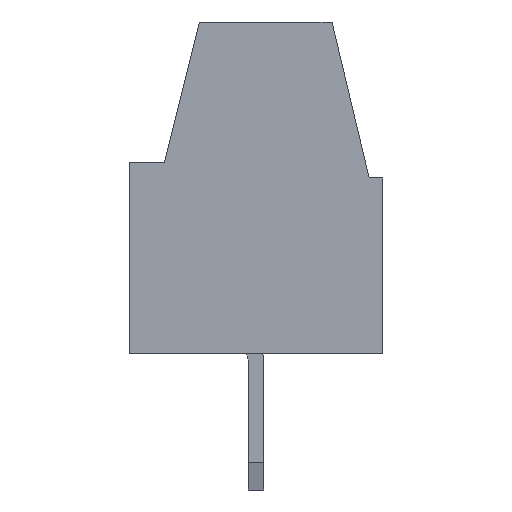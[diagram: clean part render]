
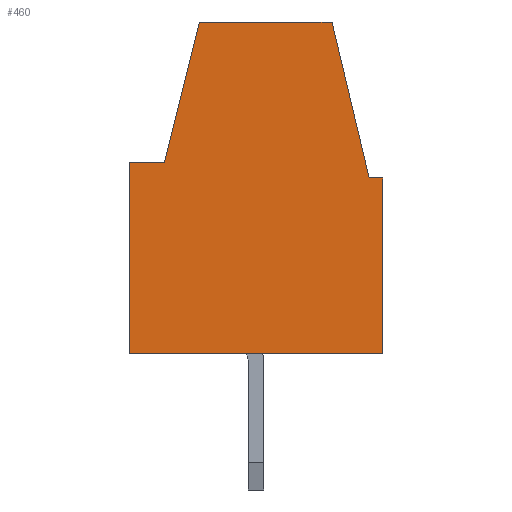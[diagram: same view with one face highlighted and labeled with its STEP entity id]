
A CAD part, left-side view. The second image highlights one B-rep face of the part: STEP entity #460.
In plain terms, the highlighted planar face has unit normal (-1, 0, 0).
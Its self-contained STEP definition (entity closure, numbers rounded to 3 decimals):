
#460 = ADVANCED_FACE( '', ( #1010 ), #1011, .T. );
#1010 = FACE_OUTER_BOUND( '', #1734, .T. );
#1011 = PLANE( '', #1735 );
#1734 = EDGE_LOOP( '', ( #2617, #2618, #2619, #2620, #2621, #2622, #2623, #2624 ) );
#1735 = AXIS2_PLACEMENT_3D( '', #2625, #2626, #2627 );
#2617 = ORIENTED_EDGE( '', *, *, #4628, .T. );
#2618 = ORIENTED_EDGE( '', *, *, #4641, .T. );
#2619 = ORIENTED_EDGE( '', *, *, #4581, .T. );
#2620 = ORIENTED_EDGE( '', *, *, #4642, .T. );
#2621 = ORIENTED_EDGE( '', *, *, #4643, .T. );
#2622 = ORIENTED_EDGE( '', *, *, #4644, .T. );
#2623 = ORIENTED_EDGE( '', *, *, #4547, .T. );
#2624 = ORIENTED_EDGE( '', *, *, #4572, .T. );
#2625 = CARTESIAN_POINT( '', ( -5.28, 0., 0. ) );
#2626 = DIRECTION( '', ( -1., 0., 0. ) );
#2627 = DIRECTION( '', ( 0., 0., 1. ) );
#4547 = EDGE_CURVE( '', #5440, #5441, #5442, .T. );
#4572 = EDGE_CURVE( '', #5441, #5487, #5488, .T. );
#4581 = EDGE_CURVE( '', #5502, #5503, #5504, .T. );
#4628 = EDGE_CURVE( '', #5487, #5586, #5587, .T. );
#4641 = EDGE_CURVE( '', #5586, #5502, #5607, .T. );
#4642 = EDGE_CURVE( '', #5503, #5608, #5609, .T. );
#4643 = EDGE_CURVE( '', #5608, #5610, #5611, .T. );
#4644 = EDGE_CURVE( '', #5610, #5440, #5612, .T. );
#5440 = VERTEX_POINT( '', #6764 );
#5441 = VERTEX_POINT( '', #6765 );
#5442 = LINE( '', #6766, #6767 );
#5487 = VERTEX_POINT( '', #6834 );
#5488 = LINE( '', #6835, #6836 );
#5502 = VERTEX_POINT( '', #6856 );
#5503 = VERTEX_POINT( '', #6857 );
#5504 = LINE( '', #6858, #6859 );
#5586 = VERTEX_POINT( '', #6976 );
#5587 = LINE( '', #6977, #6978 );
#5607 = LINE( '', #7007, #7008 );
#5608 = VERTEX_POINT( '', #7009 );
#5609 = LINE( '', #7010, #7011 );
#5610 = VERTEX_POINT( '', #7012 );
#5611 = LINE( '', #7013, #7014 );
#5612 = LINE( '', #7015, #7016 );
#6764 = CARTESIAN_POINT( '', ( -5.28, -3.25, -2.45 ) );
#6765 = CARTESIAN_POINT( '', ( -5.28, -3.25, 2.05 ) );
#6766 = CARTESIAN_POINT( '', ( -5.28, -3.25, -2.45 ) );
#6767 = VECTOR( '', #8463, 1000. );
#6834 = CARTESIAN_POINT( '', ( -5.28, -2.9, 2.05 ) );
#6835 = CARTESIAN_POINT( '', ( -5.28, -3.25, 2.05 ) );
#6836 = VECTOR( '', #8486, 1000. );
#6856 = CARTESIAN_POINT( '', ( -5.28, 1.45, 6.05 ) );
#6857 = CARTESIAN_POINT( '', ( -5.28, 2.35, 2.45 ) );
#6858 = CARTESIAN_POINT( '', ( -5.28, 1.45, 6.05 ) );
#6859 = VECTOR( '', #8493, 1000. );
#6976 = CARTESIAN_POINT( '', ( -5.28, -1.95, 6.05 ) );
#6977 = CARTESIAN_POINT( '', ( -5.28, -2.9, 2.05 ) );
#6978 = VECTOR( '', #8541, 1000. );
#7007 = CARTESIAN_POINT( '', ( -5.28, -1.95, 6.05 ) );
#7008 = VECTOR( '', #8551, 1000. );
#7009 = CARTESIAN_POINT( '', ( -5.28, 3.25, 2.45 ) );
#7010 = CARTESIAN_POINT( '', ( -5.28, 2.35, 2.45 ) );
#7011 = VECTOR( '', #8552, 1000. );
#7012 = CARTESIAN_POINT( '', ( -5.28, 3.25, -2.45 ) );
#7013 = CARTESIAN_POINT( '', ( -5.28, 3.25, 2.45 ) );
#7014 = VECTOR( '', #8553, 1000. );
#7015 = CARTESIAN_POINT( '', ( -5.28, 3.25, -2.45 ) );
#7016 = VECTOR( '', #8554, 1000. );
#8463 = DIRECTION( '', ( 0., 0., 1. ) );
#8486 = DIRECTION( '', ( 0., 1., 0. ) );
#8493 = DIRECTION( '', ( 0., 0.243, -0.97 ) );
#8541 = DIRECTION( '', ( 0., 0.231, 0.973 ) );
#8551 = DIRECTION( '', ( 0., 1., 0. ) );
#8552 = DIRECTION( '', ( 0., 1., 0. ) );
#8553 = DIRECTION( '', ( 0., 0., -1. ) );
#8554 = DIRECTION( '', ( 0., -1., 0. ) );
